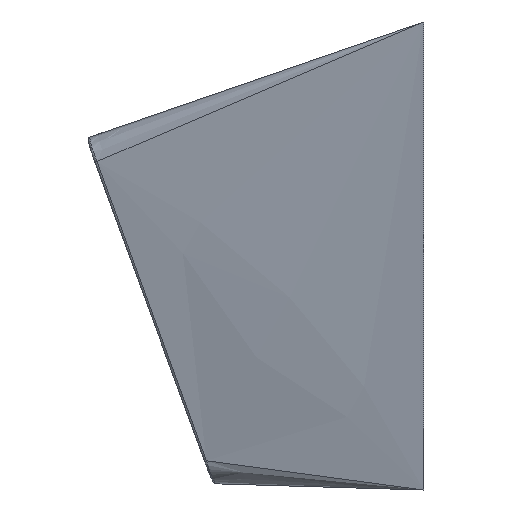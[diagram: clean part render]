
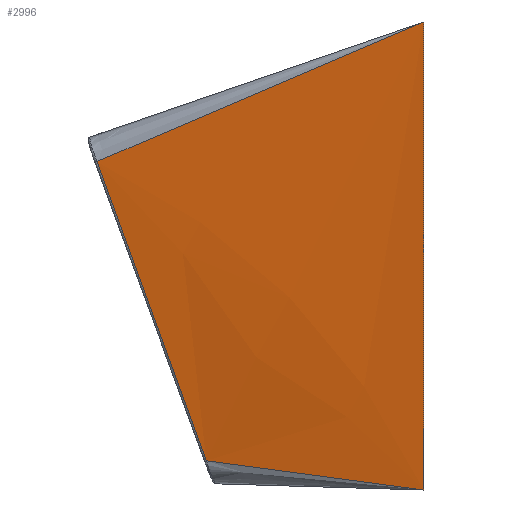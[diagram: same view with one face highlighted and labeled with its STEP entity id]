
A CAD part, left-side view. The second image highlights one B-rep face of the part: STEP entity #2996.
In plain terms, the highlighted free-form (B-spline) face has degree [3, 1] with [6, 2] control points.
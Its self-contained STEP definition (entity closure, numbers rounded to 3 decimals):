
#2 = EDGE_CURVE ( 'NONE', #1199, #507, #2462, .T. ) ;
#158 = CARTESIAN_POINT ( 'NONE',  ( 2.65, 11.369, 9.097 ) ) ;
#279 = ORIENTED_EDGE ( 'NONE', *, *, #2, .T. ) ;
#287 = CARTESIAN_POINT ( 'NONE',  ( 2.626, 8.366, 1.124 ) ) ;
#344 = CARTESIAN_POINT ( 'NONE',  ( 2.632, 11.871, 10.711 ) ) ;
#403 = CARTESIAN_POINT ( 'NONE',  ( 2.65, 12.182, 11.312 ) ) ;
#507 = VERTEX_POINT ( 'NONE', #1040 ) ;
#649 = CARTESIAN_POINT ( 'NONE',  ( 0., 0., 6. ) ) ;
#721 = VERTEX_POINT ( 'NONE', #1233 ) ;
#794 = CARTESIAN_POINT ( 'NONE',  ( 2.633, 12.573, 12.628 ) ) ;
#795 = CARTESIAN_POINT ( 'NONE',  ( 0., 0., 18. ) ) ;
#796 = CARTESIAN_POINT ( 'NONE',  ( 2.633, 12.573, 12.628 ) ) ;
#857 = EDGE_LOOP ( 'NONE', ( #1469, #279, #3035, #2065 ) ) ;
#889 = CARTESIAN_POINT ( 'NONE',  ( 0., 0., 12. ) ) ;
#990 = EDGE_CURVE ( 'NONE', #1083, #721, #1105, .T. ) ;
#1010 = CARTESIAN_POINT ( 'NONE',  ( 2.626, 8.366, 1.124 ) ) ;
#1040 = CARTESIAN_POINT ( 'NONE',  ( 2.626, 8.366, 1.124 ) ) ;
#1083 = VERTEX_POINT ( 'NONE', #795 ) ;
#1105 = LINE ( 'NONE', #1712, #2059 ) ;
#1122 = CARTESIAN_POINT ( 'NONE',  ( 0., 0., 15. ) ) ;
#1127 = CARTESIAN_POINT ( 'NONE',  ( 0., 0., 3. ) ) ;
#1199 = VERTEX_POINT ( 'NONE', #2419 ) ;
#1216 = CARTESIAN_POINT ( 'NONE',  ( 0., 0., 0. ) ) ;
#1233 = CARTESIAN_POINT ( 'NONE',  ( 0., 0., 0. ) ) ;
#1280 = CARTESIAN_POINT ( 'NONE',  ( 2.627, 9.066, 3.042 ) ) ;
#1300 = EDGE_CURVE ( 'NONE', #1083, #1199, #2354, .T. ) ;
#1469 = ORIENTED_EDGE ( 'NONE', *, *, #1300, .T. ) ;
#1550 = CARTESIAN_POINT ( 'NONE',  ( 2.629, 9.767, 4.959 ) ) ;
#1712 = CARTESIAN_POINT ( 'NONE',  ( 0., 0., 18. ) ) ;
#1754 = CARTESIAN_POINT ( 'NONE',  ( 1.85, 8.962, 14.198 ) ) ;
#1783 = EDGE_CURVE ( 'NONE', #507, #721, #2608, .T. ) ;
#1814 = CARTESIAN_POINT ( 'NONE',  ( 2.65, 12.994, 13.526 ) ) ;
#1818 = FACE_OUTER_BOUND ( 'NONE', #857, .T. ) ;
#1952 = CARTESIAN_POINT ( 'NONE',  ( 2.65, 8.12, 0.241 ) ) ;
#1989 = B_SPLINE_SURFACE_WITH_KNOTS ( 'NONE', 3, 1, ( 
 ( #2125, #1952 ),
 ( #1127, #2845 ),
 ( #649, #2332 ),
 ( #889, #158 ),
 ( #1122, #403 ),
 ( #2768, #1814 ) ),
 .UNSPECIFIED., .F., .F., .F.,
 ( 4, 2, 4 ),
 ( 2, 2 ),
 ( 0., 0.5, 1. ),
 ( 0., 1. ),
 .UNSPECIFIED. ) ;
#2059 = VECTOR ( 'NONE', #2392, 1000. ) ;
#2065 = ORIENTED_EDGE ( 'NONE', *, *, #990, .F. ) ;
#2125 = CARTESIAN_POINT ( 'NONE',  ( 0., 0., 0. ) ) ;
#2161 = CARTESIAN_POINT ( 'NONE',  ( 1.842, 5.747, 0.813 ) ) ;
#2235 = CARTESIAN_POINT ( 'NONE',  ( 2.631, 11.169, 8.793 ) ) ;
#2332 = CARTESIAN_POINT ( 'NONE',  ( 2.65, 9.745, 4.669 ) ) ;
#2354 = B_SPLINE_CURVE_WITH_KNOTS ( 'NONE', 3,
 ( #2668, #2470, #1754, #796 ),
 .UNSPECIFIED., .F., .F.,
 ( 4, 4 ),
 ( 0., 0.993 ),
 .UNSPECIFIED. ) ;
#2392 = DIRECTION ( 'NONE',  ( 0., 0., -1. ) ) ;
#2419 = CARTESIAN_POINT ( 'NONE',  ( 2.633, 12.573, 12.628 ) ) ;
#2462 = B_SPLINE_CURVE_WITH_KNOTS ( 'NONE', 3,
 ( #794, #344, #2235, #3004, #1550, #1280, #1010 ),
 .UNSPECIFIED., .F., .F.,
 ( 4, 3, 4 ),
 ( 0., 0.006, 0.012 ),
 .UNSPECIFIED. ) ;
#2470 = CARTESIAN_POINT ( 'NONE',  ( 0.973, 4.77, 15.99 ) ) ;
#2608 = B_SPLINE_CURVE_WITH_KNOTS ( 'NONE', 3,
 ( #287, #2161, #2652, #1216 ),
 .UNSPECIFIED., .F., .F.,
 ( 4, 4 ),
 ( 0.01, 1. ),
 .UNSPECIFIED. ) ;
#2652 = CARTESIAN_POINT ( 'NONE',  ( 0.966, 2.961, 0.436 ) ) ;
#2668 = CARTESIAN_POINT ( 'NONE',  ( 0., 0., 18. ) ) ;
#2768 = CARTESIAN_POINT ( 'NONE',  ( 0., 0., 18. ) ) ;
#2845 = CARTESIAN_POINT ( 'NONE',  ( 2.65, 8.932, 2.455 ) ) ;
#2996 = ADVANCED_FACE ( 'NONE', ( #1818 ), #1989, .T. ) ;
#3004 = CARTESIAN_POINT ( 'NONE',  ( 2.63, 10.468, 6.876 ) ) ;
#3035 = ORIENTED_EDGE ( 'NONE', *, *, #1783, .T. ) ;
